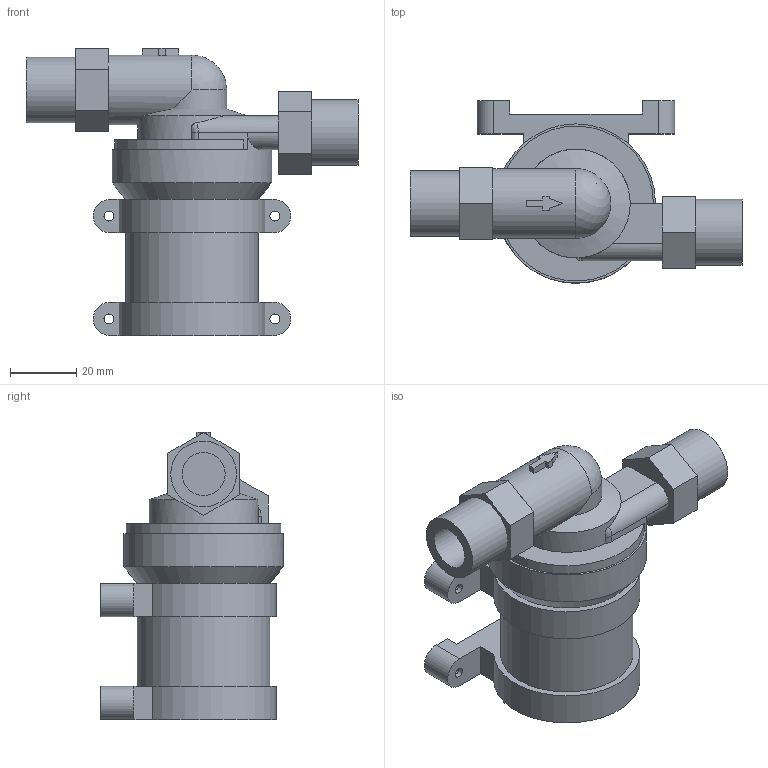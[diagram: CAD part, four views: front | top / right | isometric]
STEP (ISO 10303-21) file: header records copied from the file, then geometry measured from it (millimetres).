
FILE_DESCRIPTION(/* description */ (''),/* implementation_level */ '2;1');
FILE_NAME(/* name */ 'BLDC Pump 3805-24.step',/* time_stamp */ '2025-09-05T16:32:10+02:00',/* author */ (''),/* organization */ (''),/* preprocessor_version */ 'ST-DEVELOPER v20.1',/* originating_system */ 'Autodesk Translation Framework v14.10.0.0',/* authorisation */ '');
FILE_SCHEMA (('AUTOMOTIVE_DESIGN { 1 0 10303 214 3 1 1 }'));
Length unit declared in the file: millimetre
Products named in the file (3): (Unsaved); pump; Component4
Assembly tree (3 placements, depth 2):
  (Unsaved)
    pump
    Component4  x2
Bounding box: 100.05 x 55 x 86.5 mm (x, y, z)
Volume: 121800.7 mm3; surface area: 31350 mm2
Topology: 3 solids, 3 shells, 98 faces, 240 edges, 158 vertices
Faces by surface type: plane 65, cylinder 29, cone 2, bspline 1, sphere 1
Full cylindrical faces by diameter (mm): 3 x4, 7 x4, 13 x2, 19.791 x2, 21 x1, 40 x3, 48 x1
Entity records: 2486 total; most frequent: CARTESIAN_POINT 514, DIRECTION 400, ORIENTED_EDGE 376, EDGE_CURVE 188, AXIS2_PLACEMENT_3D 137, LINE 126, VECTOR 126, VERTEX_POINT 124
